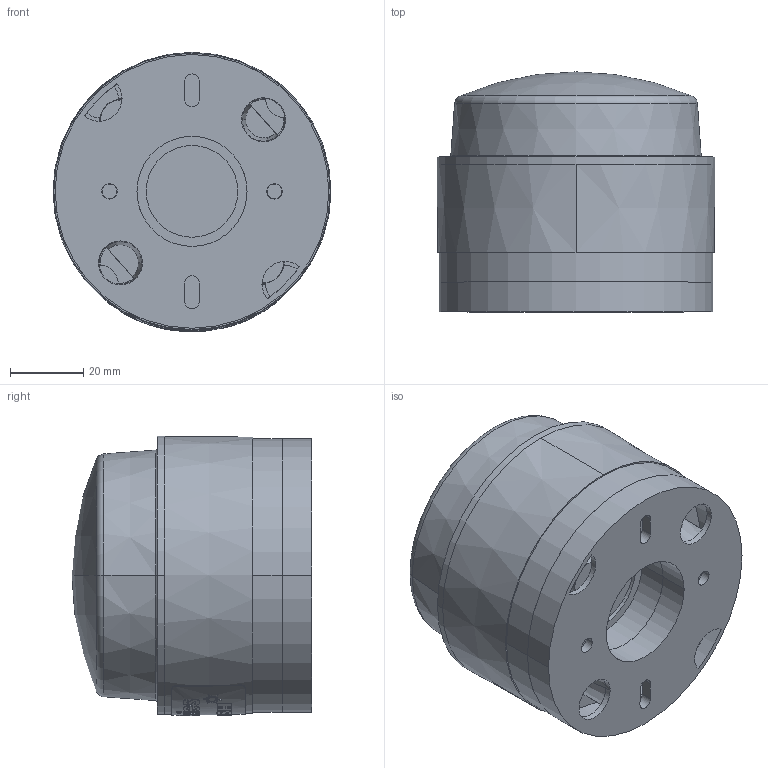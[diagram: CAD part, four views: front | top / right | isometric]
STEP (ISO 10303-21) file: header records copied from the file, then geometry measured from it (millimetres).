
FILE_DESCRIPTION (( 'STEP AP214' ), '1' );
FILE_NAME ('Moflash 80 Series (with Mount).STEP', '2016-03-23T11:29:27', ( '' ), ( '' ), 'SwSTEP 2.0', 'SolidWorks 2016', '' );
FILE_SCHEMA (( 'AUTOMOTIVE_DESIGN' ));
Length unit declared in the file: millimetre
Products named in the file (2): Moflash 80 Series (with Mount)
Bounding box: 75.77 x 65.4 x 76.12 mm (x, y, z)
Volume: 48711.4 mm3; surface area: 64610.8 mm2
Topology: 5 solids, 5 shells, 403 faces, 1058 edges, 702 vertices
Faces by surface type: plane 146, bspline 128, cylinder 68, cone 49, torus 8, sphere 4
Entity records: 24284 total; most frequent: CARTESIAN_POINT 10503, ORIENTED_EDGE 2116, DIRECTION 1576, EDGE_CURVE 1058, VERTEX_POINT 702, AXIS2_PLACEMENT_3D 591, EDGE_LOOP 476, UNCERTAINTY_MEASURE_WITH_UNIT 410
